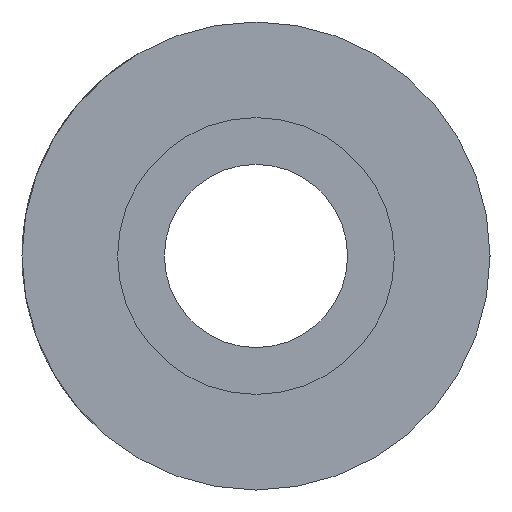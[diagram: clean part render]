
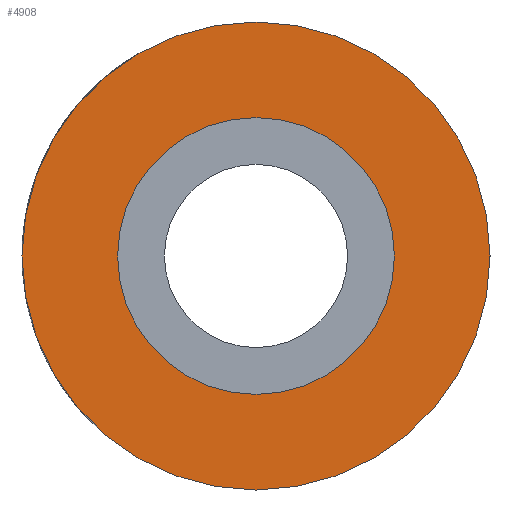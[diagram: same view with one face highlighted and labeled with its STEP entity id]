
A CAD part, left-side view. The second image highlights one B-rep face of the part: STEP entity #4908.
In plain terms, the highlighted planar face has unit normal (-1, 0, 0).
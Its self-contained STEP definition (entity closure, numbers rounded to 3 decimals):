
#1 = CARTESIAN_POINT ( 'NONE',  ( 0., 0., 6.8 ) ) ;
#326 = AXIS2_PLACEMENT_3D ( 'NONE', #5844, #6451, #5073 ) ;
#328 = AXIS2_PLACEMENT_3D ( 'NONE', #1722, #2501, #8712 ) ;
#480 = ORIENTED_EDGE ( 'NONE', *, *, #2843, .T. ) ;
#1365 = AXIS2_PLACEMENT_3D ( 'NONE', #5445, #2702, #7709 ) ;
#1722 = CARTESIAN_POINT ( 'NONE',  ( 0., 0., 0. ) ) ;
#1824 = DIRECTION ( 'NONE',  ( 1., 0., 0. ) ) ;
#1966 = AXIS2_PLACEMENT_3D ( 'NONE', #5506, #3405, #6934 ) ;
#2113 = AXIS2_PLACEMENT_3D ( 'NONE', #4719, #1824, #3302 ) ;
#2501 = DIRECTION ( 'NONE',  ( -1., 0., 0. ) ) ;
#2702 = DIRECTION ( 'NONE',  ( -1., 0., 0. ) ) ;
#2706 = FACE_BOUND ( 'NONE', #7021, .T. ) ;
#2725 = ORIENTED_EDGE ( 'NONE', *, *, #9018, .F. ) ;
#2843 = EDGE_CURVE ( 'NONE', #7071, #5396, #7819, .T. ) ;
#3302 = DIRECTION ( 'NONE',  ( 0., 0., -1. ) ) ;
#3405 = DIRECTION ( 'NONE',  ( -1., 0., 0. ) ) ;
#3445 = FACE_OUTER_BOUND ( 'NONE', #4198, .T. ) ;
#4198 = EDGE_LOOP ( 'NONE', ( #8359, #480 ) ) ;
#4201 = CARTESIAN_POINT ( 'NONE',  ( 0., 0., -11.5 ) ) ;
#4307 = CIRCLE ( 'NONE', #1966, 6.8 ) ;
#4320 = CARTESIAN_POINT ( 'NONE',  ( 0., 0., 11.5 ) ) ;
#4352 = EDGE_CURVE ( 'NONE', #6252, #7864, #4307, .T. ) ;
#4719 = CARTESIAN_POINT ( 'NONE',  ( 0., 0., 0. ) ) ;
#4908 = ADVANCED_FACE ( 'NONE', ( #2706, #3445 ), #5403, .F. ) ;
#5073 = DIRECTION ( 'NONE',  ( 0., 0., -1. ) ) ;
#5396 = VERTEX_POINT ( 'NONE', #4320 ) ;
#5403 = PLANE ( 'NONE',  #2113 ) ;
#5445 = CARTESIAN_POINT ( 'NONE',  ( 0., 0., 0. ) ) ;
#5506 = CARTESIAN_POINT ( 'NONE',  ( 0., 0., 0. ) ) ;
#5844 = CARTESIAN_POINT ( 'NONE',  ( 0., 0., 0. ) ) ;
#6252 = VERTEX_POINT ( 'NONE', #1 ) ;
#6451 = DIRECTION ( 'NONE',  ( -1., 0., 0. ) ) ;
#6864 = CARTESIAN_POINT ( 'NONE',  ( 0., 0., -6.8 ) ) ;
#6934 = DIRECTION ( 'NONE',  ( 0., 0., -1. ) ) ;
#7021 = EDGE_LOOP ( 'NONE', ( #7431, #2725 ) ) ;
#7071 = VERTEX_POINT ( 'NONE', #4201 ) ;
#7431 = ORIENTED_EDGE ( 'NONE', *, *, #4352, .F. ) ;
#7709 = DIRECTION ( 'NONE',  ( 0., 0., 1. ) ) ;
#7819 = CIRCLE ( 'NONE', #328, 11.5 ) ;
#7864 = VERTEX_POINT ( 'NONE', #6864 ) ;
#7966 = EDGE_CURVE ( 'NONE', #5396, #7071, #8112, .T. ) ;
#7971 = CIRCLE ( 'NONE', #326, 6.8 ) ;
#8112 = CIRCLE ( 'NONE', #1365, 11.5 ) ;
#8359 = ORIENTED_EDGE ( 'NONE', *, *, #7966, .T. ) ;
#8712 = DIRECTION ( 'NONE',  ( 0., 0., 1. ) ) ;
#9018 = EDGE_CURVE ( 'NONE', #7864, #6252, #7971, .T. ) ;
